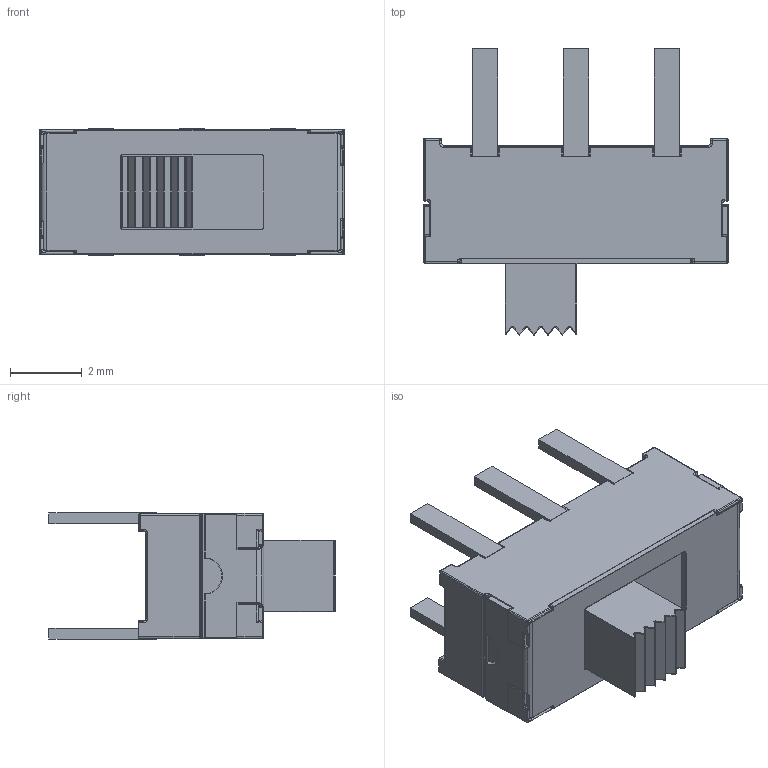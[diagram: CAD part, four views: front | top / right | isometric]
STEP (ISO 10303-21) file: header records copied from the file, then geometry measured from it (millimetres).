
FILE_DESCRIPTION (( 'STEP AP214' ), '1' );
FILE_NAME ('MHSS1104.STEP', '2021-01-04T23:14:19', ( '' ), ( '' ), 'SwSTEP 2.0', 'SolidWorks 2018', '' );
FILE_SCHEMA (( 'AUTOMOTIVE_DESIGN' ));
Length unit declared in the file: millimetre
Products named in the file (1): MHSS1104
Bounding box: 8.5 x 7.99 x 3.52 mm (x, y, z)
Volume: 107.6 mm3; surface area: 202.5 mm2
Topology: 1 solids, 1 shells, 964 faces, 2418 edges, 1450 vertices
Faces by surface type: cylinder 530, plane 202, sphere 116, torus 93, bspline 23
Entity records: 32381 total; most frequent: CARTESIAN_POINT 5979, DIRECTION 5301, ORIENTED_EDGE 4810, EDGE_CURVE 2405, AXIS2_PLACEMENT_3D 2119, VERTEX_POINT 1448, CIRCLE 1177, LINE 1063
